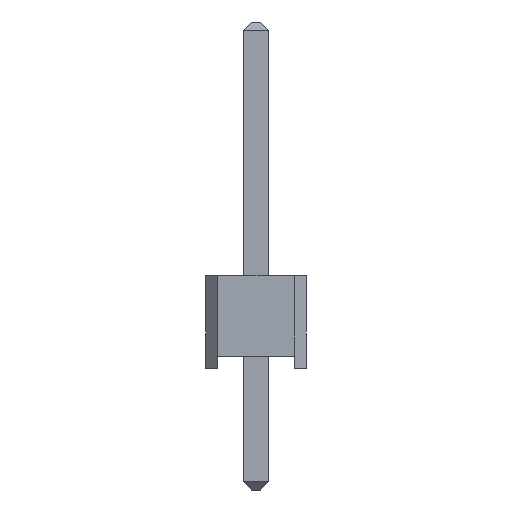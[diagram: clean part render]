
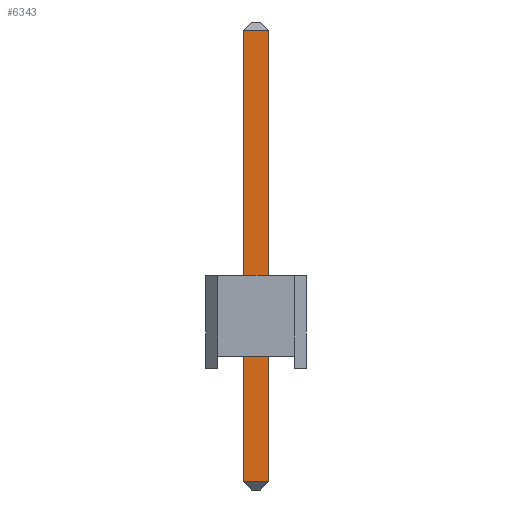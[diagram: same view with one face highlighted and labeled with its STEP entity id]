
A CAD part, left-side view. The second image highlights one B-rep face of the part: STEP entity #6343.
In plain terms, the highlighted planar face has unit normal (-1, 0, 0).
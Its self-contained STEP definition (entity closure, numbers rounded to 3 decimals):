
#5990 = PLANE('',#5991);
#5991 = AXIS2_PLACEMENT_3D('',#5992,#5993,#5994);
#5992 = CARTESIAN_POINT('',(-0.32,0.32,-3.));
#5993 = DIRECTION('',(-0.,1.,0.));
#5994 = DIRECTION('',(0.,0.,1.));
#6015 = VERTEX_POINT('',#6016);
#6016 = CARTESIAN_POINT('',(-0.32,0.32,-2.8));
#6042 = EDGE_CURVE('',#6015,#6043,#6045,.T.);
#6043 = VERTEX_POINT('',#6044);
#6044 = CARTESIAN_POINT('',(-0.32,0.32,8.34));
#6045 = SURFACE_CURVE('',#6046,(#6050,#6057),.PCURVE_S1.);
#6046 = LINE('',#6047,#6048);
#6047 = CARTESIAN_POINT('',(-0.32,0.32,-3.));
#6048 = VECTOR('',#6049,1.);
#6049 = DIRECTION('',(0.,-0.,1.));
#6050 = PCURVE('',#5990,#6051);
#6051 = DEFINITIONAL_REPRESENTATION('',(#6052),#6056);
#6052 = LINE('',#6053,#6054);
#6053 = CARTESIAN_POINT('',(0.,0.));
#6054 = VECTOR('',#6055,1.);
#6055 = DIRECTION('',(1.,0.));
#6056 = ( GEOMETRIC_REPRESENTATION_CONTEXT(2) 
PARAMETRIC_REPRESENTATION_CONTEXT() REPRESENTATION_CONTEXT('2D SPACE',''
  ) );
#6057 = PCURVE('',#6058,#6063);
#6058 = PLANE('',#6059);
#6059 = AXIS2_PLACEMENT_3D('',#6060,#6061,#6062);
#6060 = CARTESIAN_POINT('',(-0.32,-0.32,-3.));
#6061 = DIRECTION('',(-1.,0.,0.));
#6062 = DIRECTION('',(0.,0.,1.));
#6063 = DEFINITIONAL_REPRESENTATION('',(#6064),#6068);
#6064 = LINE('',#6065,#6066);
#6065 = CARTESIAN_POINT('',(0.,0.64));
#6066 = VECTOR('',#6067,1.);
#6067 = DIRECTION('',(1.,0.));
#6068 = ( GEOMETRIC_REPRESENTATION_CONTEXT(2) 
PARAMETRIC_REPRESENTATION_CONTEXT() REPRESENTATION_CONTEXT('2D SPACE',''
  ) );
#6170 = PLANE('',#6171);
#6171 = AXIS2_PLACEMENT_3D('',#6172,#6173,#6174);
#6172 = CARTESIAN_POINT('',(-0.22,-0.32,-2.9));
#6173 = DIRECTION('',(0.707,0.,0.707));
#6174 = DIRECTION('',(0.707,0.,-0.707));
#6203 = PLANE('',#6204);
#6204 = AXIS2_PLACEMENT_3D('',#6205,#6206,#6207);
#6205 = CARTESIAN_POINT('',(0.32,-0.32,-3.));
#6206 = DIRECTION('',(0.,-1.,0.));
#6207 = DIRECTION('',(0.,-0.,-1.));
#6283 = PLANE('',#6284);
#6284 = AXIS2_PLACEMENT_3D('',#6285,#6286,#6287);
#6285 = CARTESIAN_POINT('',(-0.22,-0.32,8.44));
#6286 = DIRECTION('',(-0.707,0.,0.707));
#6287 = DIRECTION('',(0.707,0.,0.707));
#6343 = ADVANCED_FACE('',(#6344),#6058,.T.);
#6344 = FACE_BOUND('',#6345,.T.);
#6345 = EDGE_LOOP('',(#6346,#6347,#6370,#6393));
#6346 = ORIENTED_EDGE('',*,*,#6042,.F.);
#6347 = ORIENTED_EDGE('',*,*,#6348,.T.);
#6348 = EDGE_CURVE('',#6015,#6349,#6351,.T.);
#6349 = VERTEX_POINT('',#6350);
#6350 = CARTESIAN_POINT('',(-0.32,-0.32,-2.8));
#6351 = SURFACE_CURVE('',#6352,(#6356,#6363),.PCURVE_S1.);
#6352 = LINE('',#6353,#6354);
#6353 = CARTESIAN_POINT('',(-0.32,-0.32,-2.8));
#6354 = VECTOR('',#6355,1.);
#6355 = DIRECTION('',(-0.,-1.,0.));
#6356 = PCURVE('',#6058,#6357);
#6357 = DEFINITIONAL_REPRESENTATION('',(#6358),#6362);
#6358 = LINE('',#6359,#6360);
#6359 = CARTESIAN_POINT('',(0.2,0.));
#6360 = VECTOR('',#6361,1.);
#6361 = DIRECTION('',(0.,-1.));
#6362 = ( GEOMETRIC_REPRESENTATION_CONTEXT(2) 
PARAMETRIC_REPRESENTATION_CONTEXT() REPRESENTATION_CONTEXT('2D SPACE',''
  ) );
#6363 = PCURVE('',#6170,#6364);
#6364 = DEFINITIONAL_REPRESENTATION('',(#6365),#6369);
#6365 = LINE('',#6366,#6367);
#6366 = CARTESIAN_POINT('',(-0.141,0.));
#6367 = VECTOR('',#6368,1.);
#6368 = DIRECTION('',(-0.,-1.));
#6369 = ( GEOMETRIC_REPRESENTATION_CONTEXT(2) 
PARAMETRIC_REPRESENTATION_CONTEXT() REPRESENTATION_CONTEXT('2D SPACE',''
  ) );
#6370 = ORIENTED_EDGE('',*,*,#6371,.T.);
#6371 = EDGE_CURVE('',#6349,#6372,#6374,.T.);
#6372 = VERTEX_POINT('',#6373);
#6373 = CARTESIAN_POINT('',(-0.32,-0.32,8.34));
#6374 = SURFACE_CURVE('',#6375,(#6379,#6386),.PCURVE_S1.);
#6375 = LINE('',#6376,#6377);
#6376 = CARTESIAN_POINT('',(-0.32,-0.32,-3.));
#6377 = VECTOR('',#6378,1.);
#6378 = DIRECTION('',(0.,0.,1.));
#6379 = PCURVE('',#6058,#6380);
#6380 = DEFINITIONAL_REPRESENTATION('',(#6381),#6385);
#6381 = LINE('',#6382,#6383);
#6382 = CARTESIAN_POINT('',(0.,0.));
#6383 = VECTOR('',#6384,1.);
#6384 = DIRECTION('',(1.,0.));
#6385 = ( GEOMETRIC_REPRESENTATION_CONTEXT(2) 
PARAMETRIC_REPRESENTATION_CONTEXT() REPRESENTATION_CONTEXT('2D SPACE',''
  ) );
#6386 = PCURVE('',#6203,#6387);
#6387 = DEFINITIONAL_REPRESENTATION('',(#6388),#6392);
#6388 = LINE('',#6389,#6390);
#6389 = CARTESIAN_POINT('',(-0.,-0.64));
#6390 = VECTOR('',#6391,1.);
#6391 = DIRECTION('',(-1.,0.));
#6392 = ( GEOMETRIC_REPRESENTATION_CONTEXT(2) 
PARAMETRIC_REPRESENTATION_CONTEXT() REPRESENTATION_CONTEXT('2D SPACE',''
  ) );
#6393 = ORIENTED_EDGE('',*,*,#6394,.T.);
#6394 = EDGE_CURVE('',#6372,#6043,#6395,.T.);
#6395 = SURFACE_CURVE('',#6396,(#6400,#6407),.PCURVE_S1.);
#6396 = LINE('',#6397,#6398);
#6397 = CARTESIAN_POINT('',(-0.32,-0.32,8.34));
#6398 = VECTOR('',#6399,1.);
#6399 = DIRECTION('',(0.,1.,-0.));
#6400 = PCURVE('',#6058,#6401);
#6401 = DEFINITIONAL_REPRESENTATION('',(#6402),#6406);
#6402 = LINE('',#6403,#6404);
#6403 = CARTESIAN_POINT('',(11.34,0.));
#6404 = VECTOR('',#6405,1.);
#6405 = DIRECTION('',(0.,1.));
#6406 = ( GEOMETRIC_REPRESENTATION_CONTEXT(2) 
PARAMETRIC_REPRESENTATION_CONTEXT() REPRESENTATION_CONTEXT('2D SPACE',''
  ) );
#6407 = PCURVE('',#6283,#6408);
#6408 = DEFINITIONAL_REPRESENTATION('',(#6409),#6413);
#6409 = LINE('',#6410,#6411);
#6410 = CARTESIAN_POINT('',(-0.141,0.));
#6411 = VECTOR('',#6412,1.);
#6412 = DIRECTION('',(0.,1.));
#6413 = ( GEOMETRIC_REPRESENTATION_CONTEXT(2) 
PARAMETRIC_REPRESENTATION_CONTEXT() REPRESENTATION_CONTEXT('2D SPACE',''
  ) );
